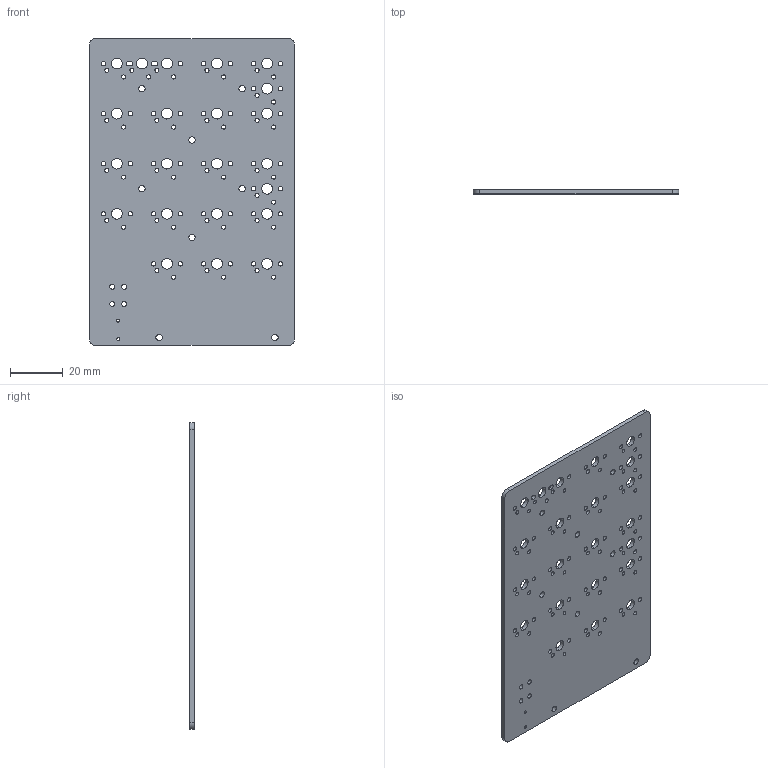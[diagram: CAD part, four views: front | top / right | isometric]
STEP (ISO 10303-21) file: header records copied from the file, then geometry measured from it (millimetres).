
FILE_DESCRIPTION (( 'STEP AP214' ), '1' );
FILE_NAME ('tidbit_top.STEP', '2020-07-29T00:46:59', ( '' ), ( '' ), 'SwSTEP 2.0', 'SolidWorks 2018', '' );
FILE_SCHEMA (( 'AUTOMOTIVE_DESIGN' ));
Length unit declared in the file: millimetre
Products named in the file (1): tidbit_top
Bounding box: 78 x 1.6 x 116.5 mm (x, y, z)
Volume: 13699.8 mm3; surface area: 19044.9 mm2
Topology: 1 solids, 1 shells, 262 faces, 780 edges, 520 vertices
Faces by surface type: cylinder 256, plane 6
Entity records: 9638 total; most frequent: DIRECTION 1818, CARTESIAN_POINT 1563, ORIENTED_EDGE 1560, EDGE_CURVE 780, AXIS2_PLACEMENT_3D 775, VERTEX_POINT 520, CIRCLE 512, EDGE_LOOP 506
